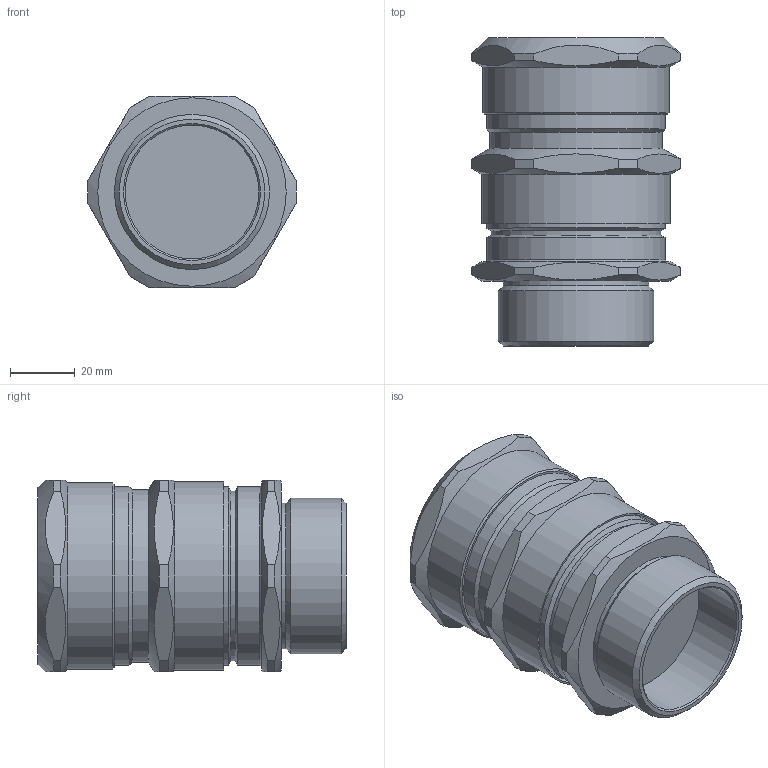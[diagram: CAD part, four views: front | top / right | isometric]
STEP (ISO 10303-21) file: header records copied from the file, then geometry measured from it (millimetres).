
FILE_DESCRIPTION(/* description */ ('','CAx-IF Rec.Pracs.---Representation and Presentation of Product Manufacturing Information (PMI)---4.0---2014-10-13'),/* implementation_level */ '2;1');
FILE_NAME(/* name */ 'ЗЭТАРУС ВКБ3-G1 1)2-38-45.stp',/* time_stamp */ '2023-01-26T16:28:12+07:00',/* author */ ('zeta-09'),/* organization */ (''),/* preprocessor_version */ 'ST-DEVELOPER v18.1',/* originating_system */ 'Autodesk Inventor 2021',/* authorisation */ '');
FILE_SCHEMA (('AP242_MANAGED_MODEL_BASED_3D_ENGINEERING_MIM_LF { 1 0 10303 442 1 1 4 }'));
Length unit declared in the file: millimetre
Products named in the file (1): Деталь29
Bounding box: 64.13 x 94.82 x 59 mm (x, y, z)
Volume: 204021.8 mm3; surface area: 32651.5 mm2
Topology: 1 solids, 3 shells, 74 faces, 178 edges, 114 vertices
Faces by surface type: plane 46, cone 16, cylinder 11, torus 1
Full cylindrical faces by diameter (mm): 41.2 x1, 44.8 x1, 47.8 x1, 52.2 x1, 53 x1, 55 x3, 55.9 x1, 57.4 x1, 57.9 x1
Entity records: 2272 total; most frequent: CARTESIAN_POINT 540, ORIENTED_EDGE 354, DIRECTION 313, EDGE_CURVE 178, AXIS2_PLACEMENT_3D 125, VERTEX_POINT 114, EDGE_LOOP 80, STYLED_ITEM 74
